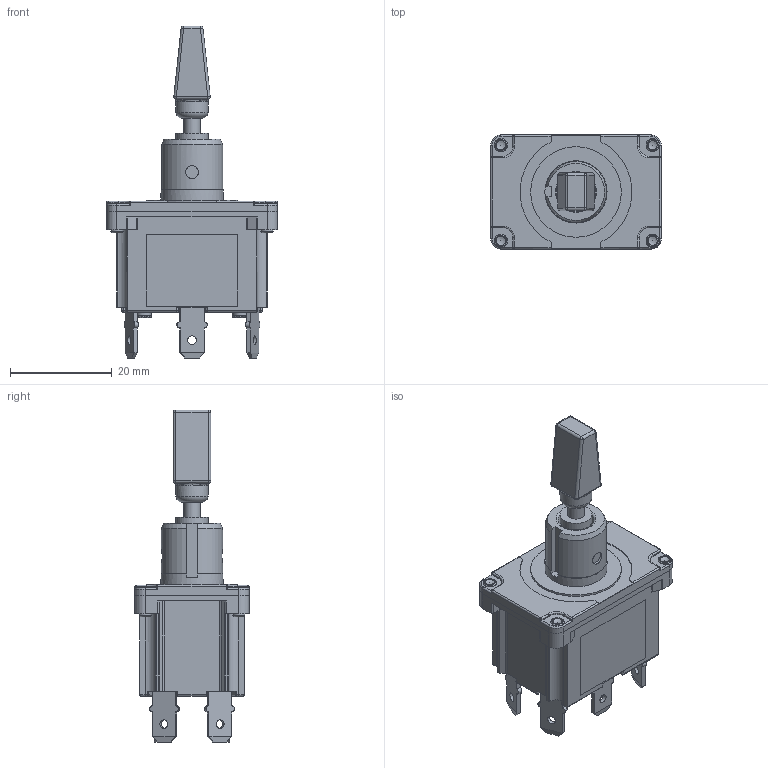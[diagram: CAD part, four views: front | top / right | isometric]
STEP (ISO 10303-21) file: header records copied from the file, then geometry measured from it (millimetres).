
FILE_DESCRIPTION(/* description */ (''),/* implementation_level */ '2;1');
FILE_NAME(/* name */ 'ST4DPxxxT2C1.stp',/* time_stamp */ '2022-03-22T08:58:11-05:00',/* author */ ('mroman'),/* organization */ (''),/* preprocessor_version */ 'ST-DEVELOPER v18.1',/* originating_system */ 'Autodesk Inventor 2020',/* authorisation */ '');
FILE_SCHEMA (('AUTOMOTIVE_DESIGN { 1 0 10303 214 3 1 1 }'));
Length unit declared in the file: millimetre
Products named in the file (1): ST4DPxxxT2C1
Bounding box: 33.5 x 22.4 x 65.2 mm (x, y, z)
Volume: 14910.9 mm3; surface area: 6362.3 mm2
Topology: 1 solids, 8 shells, 1066 faces, 2581 edges, 1511 vertices
Faces by surface type: plane 523, cylinder 310, bspline 120, sphere 61, torus 49, cone 3
Full cylindrical faces by diameter (mm): 1.7 x6, 2 x6, 2.4 x4, 2.5 x2, 2.55 x1, 2.6 x4, 3 x6, 3.3 x1, 4.1 x2, 6.3 x2, 8 x1, 12.2 x1, 17.8 x1
Entity records: 33533 total; most frequent: CARTESIAN_POINT 9202, DIRECTION 5080, ORIENTED_EDGE 5042, EDGE_CURVE 2521, AXIS2_PLACEMENT_3D 1857, VERTEX_POINT 1511, LINE 1366, VECTOR 1366
